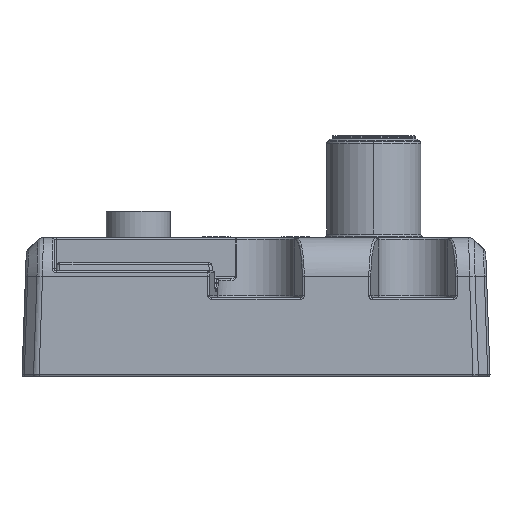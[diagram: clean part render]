
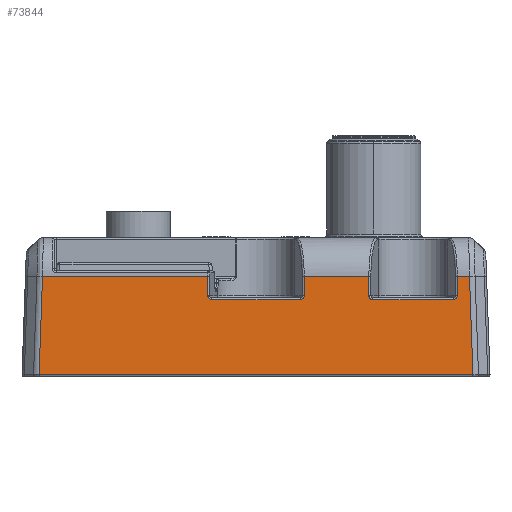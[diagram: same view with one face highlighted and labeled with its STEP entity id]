
A CAD part, left-side view. The second image highlights one B-rep face of the part: STEP entity #73844.
In plain terms, the highlighted planar face has unit normal (-1, 0, 0.018).
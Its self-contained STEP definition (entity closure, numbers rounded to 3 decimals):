
#28495=CARTESIAN_POINT('',(-128.779,6.131,
-4.923));
#28503=DIRECTION('',(0.,-1.,0.));
#28504=VECTOR('',#28503,21.052);
#28505=CARTESIAN_POINT('',(-128.779,27.183,
-4.924));
#28506=LINE('',#28505,#28504);
#31164=DIRECTION('',(0.017,0.003,1.));
#31165=VECTOR('',#31164,2.433);
#31166=CARTESIAN_POINT('',(-128.821,-6.137,
-7.356));
#31167=LINE('',#31166,#31165);
#31194=DIRECTION('',(0.,-1.,0.));
#31195=VECTOR('',#31194,11.263);
#31196=CARTESIAN_POINT('',(-128.83,5.632,
-7.856));
#31197=LINE('',#31196,#31195);
#31217=DIRECTION('',(-0.017,0.003,-1.));
#31218=VECTOR('',#31217,2.433);
#31219=CARTESIAN_POINT('',(-128.779,6.131,
-4.923));
#31220=LINE('',#31219,#31218);
#31224=DIRECTION('',(-0.017,0.035,-0.999));
#31225=VECTOR('',#31224,12.492);
#31226=CARTESIAN_POINT('',(-128.779,27.183,
-4.924));
#31227=LINE('',#31226,#31225);
#31231=CARTESIAN_POINT('',(-128.822,6.136,
-7.406));
#31232=CARTESIAN_POINT('',(-128.822,6.136,
-7.4));
#31233=CARTESIAN_POINT('',(-128.822,6.137,
-7.389));
#31234=CARTESIAN_POINT('',(-128.821,6.138,
-7.372));
#31235=CARTESIAN_POINT('',(-128.821,6.138,
-7.361));
#31236=CARTESIAN_POINT('',(-128.821,6.138,
-7.356));
#31241=CARTESIAN_POINT('',(-128.83,5.632,
-7.856));
#31242=CARTESIAN_POINT('',(-128.83,5.698,
-7.854));
#31243=CARTESIAN_POINT('',(-128.829,5.82,
-7.832));
#31244=CARTESIAN_POINT('',(-128.828,5.981,
-7.734));
#31245=CARTESIAN_POINT('',(-128.825,6.095,
-7.585));
#31246=CARTESIAN_POINT('',(-128.823,6.128,
-7.469));
#31247=CARTESIAN_POINT('',(-128.822,6.136,
-7.406));
#31252=CARTESIAN_POINT('',(-128.821,-6.137,
-7.356));
#31253=CARTESIAN_POINT('',(-128.823,-6.139,
-7.487));
#31254=CARTESIAN_POINT('',(-128.828,-6.028,
-7.746));
#31255=CARTESIAN_POINT('',(-128.83,-5.765,
-7.857));
#31256=CARTESIAN_POINT('',(-128.83,-5.631,
-7.856));
#31261=CARTESIAN_POINT('',(-128.821,-25.63,
-7.356));
#31262=CARTESIAN_POINT('',(-128.823,-25.631,
-7.487));
#31263=CARTESIAN_POINT('',(-128.828,-25.52,
-7.746));
#31264=CARTESIAN_POINT('',(-128.83,-25.257,
-7.857));
#31265=CARTESIAN_POINT('',(-128.83,-25.124,
-7.856));
#31270=DIRECTION('',(0.017,0.035,0.999));
#31271=VECTOR('',#31270,12.492);
#31272=CARTESIAN_POINT('',(-128.996,-27.618,
-17.407));
#31273=LINE('',#31272,#31271);
#31277=CARTESIAN_POINT('',(-128.779,27.183,
-4.924));
#31577=DIRECTION('',(0.,1.,0.));
#31578=VECTOR('',#31577,55.236);
#31579=CARTESIAN_POINT('',(-128.996,-27.618,
-17.407));
#31580=LINE('',#31579,#31578);
#32195=CARTESIAN_POINT('',(-128.822,-14.372,
-7.406));
#32196=CARTESIAN_POINT('',(-128.823,-14.379,
-7.468));
#32197=CARTESIAN_POINT('',(-128.825,-14.412,
-7.582));
#32198=CARTESIAN_POINT('',(-128.828,-14.526,
-7.734));
#32199=CARTESIAN_POINT('',(-128.829,-14.691,
-7.833));
#32200=CARTESIAN_POINT('',(-128.83,-14.811,
-7.855));
#32201=CARTESIAN_POINT('',(-128.83,-14.876,
-7.856));
#32206=CARTESIAN_POINT('',(-128.821,-14.37,
-7.356));
#32207=CARTESIAN_POINT('',(-128.821,-14.37,
-7.361));
#32208=CARTESIAN_POINT('',(-128.821,-14.37,
-7.372));
#32209=CARTESIAN_POINT('',(-128.822,-14.371,
-7.389));
#32210=CARTESIAN_POINT('',(-128.822,-14.371,
-7.4));
#32211=CARTESIAN_POINT('',(-128.822,-14.372,
-7.406));
#32216=DIRECTION('',(0.,-1.,0.));
#32217=VECTOR('',#32216,10.248);
#32218=CARTESIAN_POINT('',(-128.83,-14.876,
-7.856));
#32219=LINE('',#32218,#32217);
#32399=DIRECTION('',(0.017,0.003,1.));
#32400=VECTOR('',#32399,2.433);
#32401=CARTESIAN_POINT('',(-128.821,-25.63,
-7.356));
#32402=LINE('',#32401,#32400);
#32458=DIRECTION('',(0.,-1.,-0.001));
#32459=VECTOR('',#32458,1.56);
#32460=CARTESIAN_POINT('',(-128.779,-25.622,
-4.923));
#32461=LINE('',#32460,#32459);
#32483=CARTESIAN_POINT('',(-128.779,-25.622,
-4.923));
#32522=CARTESIAN_POINT('',(-128.996,-27.618,
-17.407));
#33557=DIRECTION('',(-0.017,0.003,-1.));
#33558=VECTOR('',#33557,2.433);
#33559=CARTESIAN_POINT('',(-128.779,-14.377,
-4.923));
#33560=LINE('',#33559,#33558);
#33564=DIRECTION('',(0.,-1.,0.));
#33565=VECTOR('',#33564,8.247);
#33566=CARTESIAN_POINT('',(-128.779,-6.13,
-4.923));
#33567=LINE('',#33566,#33565);
#34232=VERTEX_POINT('',#32483);
#34233=CARTESIAN_POINT('',(-128.779,-27.182,
-4.924));
#34234=VERTEX_POINT('',#34233);
#34235=VERTEX_POINT('',#31277);
#34609=VERTEX_POINT('',#32522);
#35635=CARTESIAN_POINT('',(-128.996,27.619,
-17.407));
#35636=VERTEX_POINT('',#35635);
#35681=VERTEX_POINT('',#28495);
#36118=CARTESIAN_POINT('',(-128.821,-25.63,
-7.356));
#36119=VERTEX_POINT('',#36118);
#36122=VERTEX_POINT('',#31265);
#36123=CARTESIAN_POINT('',(-128.83,-14.876,
-7.856));
#36124=VERTEX_POINT('',#36123);
#36125=CARTESIAN_POINT('',(-128.821,-14.37,
-7.356));
#36126=VERTEX_POINT('',#36125);
#36127=VERTEX_POINT('',#32195);
#36130=CARTESIAN_POINT('',(-128.779,-14.377,
-4.923));
#36131=VERTEX_POINT('',#36130);
#36132=CARTESIAN_POINT('',(-128.821,-6.137,
-7.356));
#36133=VERTEX_POINT('',#36132);
#36134=CARTESIAN_POINT('',(-128.779,-6.13,
-4.923));
#36135=VERTEX_POINT('',#36134);
#36138=CARTESIAN_POINT('',(-128.83,-5.631,
-7.856));
#36139=VERTEX_POINT('',#36138);
#36140=CARTESIAN_POINT('',(-128.83,5.632,
-7.856));
#36141=VERTEX_POINT('',#36140);
#36142=CARTESIAN_POINT('',(-128.821,6.138,
-7.356));
#36143=VERTEX_POINT('',#36142);
#36144=VERTEX_POINT('',#31231);
#73808=CARTESIAN_POINT('',(-129.,0.,-17.61));
#73809=DIRECTION('',(-1.,0.,0.017));
#73810=DIRECTION('',(0.,1.,0.));
#73811=AXIS2_PLACEMENT_3D('',#73808,#73809,#73810);
#73812=PLANE('',#73811);
#73814=ORIENTED_EDGE('',*,*,#73813,.F.);
#73815=ORIENTED_EDGE('',*,*,#70734,.T.);
#73816=ORIENTED_EDGE('',*,*,#73803,.T.);
#73817=ORIENTED_EDGE('',*,*,#73790,.F.);
#73818=ORIENTED_EDGE('',*,*,#73788,.F.);
#73819=ORIENTED_EDGE('',*,*,#73750,.T.);
#73820=ORIENTED_EDGE('',*,*,#73735,.F.);
#73821=ORIENTED_EDGE('',*,*,#73699,.T.);
#73823=ORIENTED_EDGE('',*,*,#73822,.T.);
#73825=ORIENTED_EDGE('',*,*,#73824,.T.);
#73827=ORIENTED_EDGE('',*,*,#73826,.T.);
#73829=ORIENTED_EDGE('',*,*,#73828,.T.);
#73831=ORIENTED_EDGE('',*,*,#73830,.T.);
#73833=ORIENTED_EDGE('',*,*,#73832,.F.);
#73835=ORIENTED_EDGE('',*,*,#73834,.T.);
#73837=ORIENTED_EDGE('',*,*,#73836,.T.);
#73839=ORIENTED_EDGE('',*,*,#73838,.F.);
#73841=ORIENTED_EDGE('',*,*,#73840,.T.);
#73842=EDGE_LOOP('',(#73814,#73815,#73816,#73817,#73818,#73819,#73820,#73821,
#73823,#73825,#73827,#73829,#73831,#73833,#73835,#73837,#73839,#73841));
#73843=FACE_OUTER_BOUND('',#73842,.F.);
#73844=ADVANCED_FACE('',(#73843),#73812,.T.);
#31237=B_SPLINE_CURVE_WITH_KNOTS('',3,(#31231,#31232,#31233,#31234,#31235,
#31236),.UNSPECIFIED.,.F.,.F.,(4,1,1,4),(0.,0.333,
0.667,1.),.UNSPECIFIED.);
#31248=B_SPLINE_CURVE_WITH_KNOTS('',3,(#31241,#31242,#31243,#31244,#31245,
#31246,#31247),.UNSPECIFIED.,.F.,.F.,(4,1,1,1,4),(0.,0.25,0.5,0.75,
1.),.UNSPECIFIED.);
#31257=B_SPLINE_CURVE_WITH_KNOTS('',3,(#31252,#31253,#31254,#31255,#31256),
.UNSPECIFIED.,.F.,.F.,(4,1,4),(0.,0.5,1.),.UNSPECIFIED.);
#31266=B_SPLINE_CURVE_WITH_KNOTS('',3,(#31261,#31262,#31263,#31264,#31265),
.UNSPECIFIED.,.F.,.F.,(4,1,4),(0.,0.5,1.),.UNSPECIFIED.);
#32202=B_SPLINE_CURVE_WITH_KNOTS('',3,(#32195,#32196,#32197,#32198,#32199,
#32200,#32201),.UNSPECIFIED.,.F.,.F.,(4,1,1,1,4),(0.,0.25,0.5,0.75,
1.),.UNSPECIFIED.);
#32212=B_SPLINE_CURVE_WITH_KNOTS('',3,(#32206,#32207,#32208,#32209,#32210,
#32211),.UNSPECIFIED.,.F.,.F.,(4,1,1,4),(0.,0.333,
0.667,1.),.UNSPECIFIED.);
#70734=EDGE_CURVE('',#34235,#35681,#28506,.T.);
#73699=EDGE_CURVE('',#36133,#36135,#31167,.T.);
#73735=EDGE_CURVE('',#36133,#36139,#31257,.T.);
#73750=EDGE_CURVE('',#36141,#36139,#31197,.T.);
#73788=EDGE_CURVE('',#36141,#36144,#31248,.T.);
#73790=EDGE_CURVE('',#36144,#36143,#31237,.T.);
#73803=EDGE_CURVE('',#35681,#36143,#31220,.T.);
#73813=EDGE_CURVE('',#34235,#35636,#31227,.T.);
#73822=EDGE_CURVE('',#36135,#36131,#33567,.T.);
#73824=EDGE_CURVE('',#36131,#36126,#33560,.T.);
#73826=EDGE_CURVE('',#36126,#36127,#32212,.T.);
#73828=EDGE_CURVE('',#36127,#36124,#32202,.T.);
#73830=EDGE_CURVE('',#36124,#36122,#32219,.T.);
#73832=EDGE_CURVE('',#36119,#36122,#31266,.T.);
#73834=EDGE_CURVE('',#36119,#34232,#32402,.T.);
#73836=EDGE_CURVE('',#34232,#34234,#32461,.T.);
#73838=EDGE_CURVE('',#34609,#34234,#31273,.T.);
#73840=EDGE_CURVE('',#34609,#35636,#31580,.T.);
